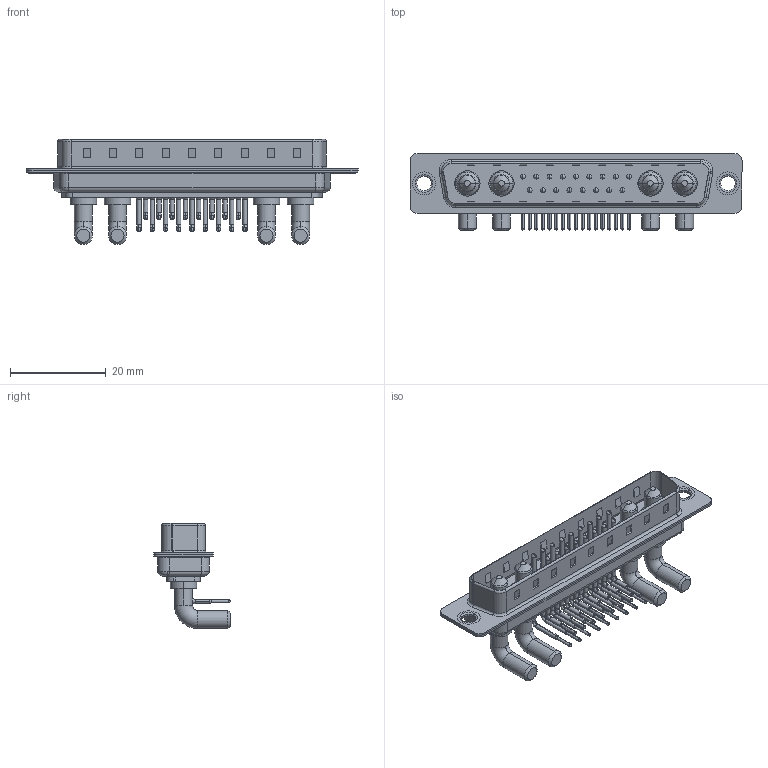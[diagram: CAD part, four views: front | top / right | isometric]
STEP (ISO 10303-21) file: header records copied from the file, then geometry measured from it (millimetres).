
FILE_DESCRIPTION (( 'STEP AP203' ), '1' );
FILE_NAME ('629-21W4240-4T1.STEP', '2022-05-17T00:50:37', ( '' ), ( '' ), 'SwSTEP 2.0', 'SolidWorks 2020', '' );
FILE_SCHEMA (( 'CONFIG_CONTROL_DESIGN' ));
Length unit declared in the file: millimetre
Products named in the file (8): 629Combo Shell Rear_37 Contacts; 629Combo Thru Hole Rivet; 629Combo Contact Row 1; 629-21W4240-4T1; 629Combo Housing_21W4; 629Combo Shell Front_37 Contacts; 629Combo Contact Row 2; Power Pin_40A RA
Assembly tree (26 placements, depth 2):
  629-21W4240-4T1
    629Combo Housing_21W4
    629Combo Shell Rear_37 Contacts
    629Combo Shell Front_37 Contacts
    629Combo Thru Hole Rivet  x2
    Power Pin_40A RA  x4
    629Combo Contact Row 1  x9
    629Combo Contact Row 2  x8
Bounding box: 69.4 x 16.05 x 21.98 mm (x, y, z)
Volume: 4669.5 mm3; surface area: 10138.7 mm2
Topology: 30 solids, 30 shells, 2428 faces, 6631 edges, 4286 vertices
Faces by surface type: plane 1331, cylinder 821, bspline 106, cone 96, torus 74
Entity records: 24948 total; most frequent: CARTESIAN_POINT 4277, DIRECTION 4220, ORIENTED_EDGE 3890, EDGE_CURVE 1945, AXIS2_PLACEMENT_3D 1514, VERTEX_POINT 1252, VECTOR 1192, LINE 1192
